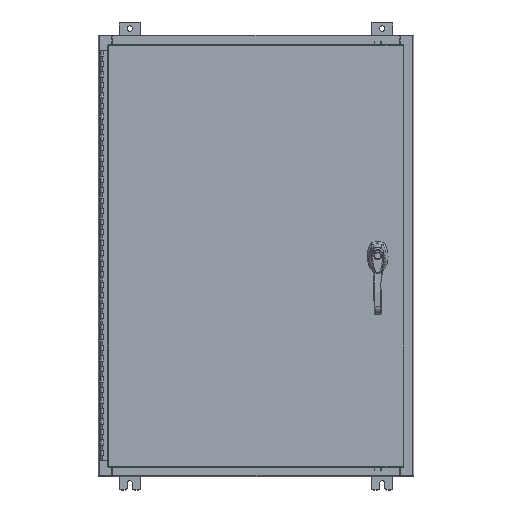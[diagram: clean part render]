
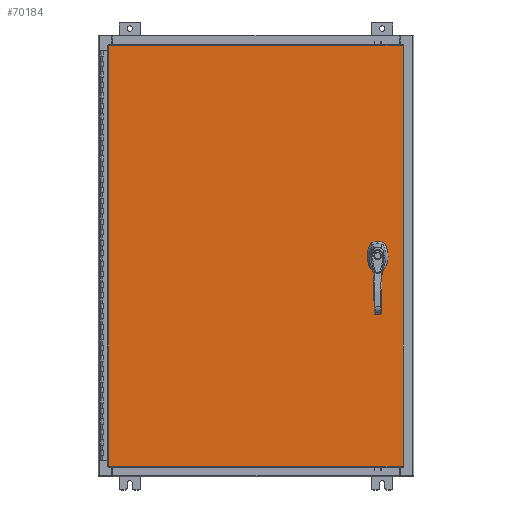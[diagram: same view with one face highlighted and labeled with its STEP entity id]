
A CAD part, top view. The second image highlights one B-rep face of the part: STEP entity #70184.
In plain terms, the highlighted planar face has unit normal (0, 0, 1).
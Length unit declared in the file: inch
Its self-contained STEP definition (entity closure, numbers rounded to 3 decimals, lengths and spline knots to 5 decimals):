
#469 = DIRECTION ( 'NONE',  ( 0., 0., 1. ) ) ;
#3169 = DIRECTION ( 'NONE',  ( 0., 0., 1. ) ) ;
#3657 = VECTOR ( 'NONE', #51414, 39.37008 ) ;
#5185 = VECTOR ( 'NONE', #99959, 39.37008 ) ;
#6267 = CARTESIAN_POINT ( 'NONE',  ( -13.9903, 20.0063, 0. ) ) ;
#7318 = VERTEX_POINT ( 'NONE', #29932 ) ;
#7479 = CARTESIAN_POINT ( 'NONE',  ( 11.175, -0.20023, 0. ) ) ;
#7588 = VERTEX_POINT ( 'NONE', #7479 ) ;
#7660 = VERTEX_POINT ( 'NONE', #114514 ) ;
#8622 = CIRCLE ( 'NONE', #72676, 0.45 ) ;
#9060 = CARTESIAN_POINT ( 'NONE',  ( 11.7495, -1.338, 0. ) ) ;
#9133 = AXIS2_PLACEMENT_3D ( 'NONE', #31387, #120865, #61344 ) ;
#9667 = CARTESIAN_POINT ( 'NONE',  ( 11.4065, -1.338, 0. ) ) ;
#11620 = AXIS2_PLACEMENT_3D ( 'NONE', #84147, #24619, #94185 ) ;
#11871 = VERTEX_POINT ( 'NONE', #9667 ) ;
#11870 = VECTOR ( 'NONE', #16889, 39.37008 ) ;
#12436 = CIRCLE ( 'NONE', #89452, 0.1715 ) ;
#12513 = VERTEX_POINT ( 'NONE', #38587 ) ;
#12575 = DIRECTION ( 'NONE',  ( 0., 0., 1. ) ) ;
#12645 = EDGE_CURVE ( 'NONE', #66197, #88626, #34719, .T. ) ;
#13738 = CARTESIAN_POINT ( 'NONE',  ( 13.9903, 20.0063, 0. ) ) ;
#16889 = DIRECTION ( 'NONE',  ( 0., -1., 0. ) ) ;
#17577 = CARTESIAN_POINT ( 'NONE',  ( 11.981, 0.20023, 0. ) ) ;
#18651 = ORIENTED_EDGE ( 'NONE', *, *, #104898, .F. ) ;
#20373 = CARTESIAN_POINT ( 'NONE',  ( 11.981, 0., 0. ) ) ;
#20376 = EDGE_CURVE ( 'NONE', #49179, #7588, #111358, .T. ) ;
#20465 = FACE_BOUND ( 'NONE', #91857, .T. ) ;
#24619 = DIRECTION ( 'NONE',  ( 0., 0., 1. ) ) ;
#24790 = CARTESIAN_POINT ( 'NONE',  ( -13.9903, 20.0063, 0. ) ) ;
#28090 = VECTOR ( 'NONE', #97668, 39.37008 ) ;
#29932 = CARTESIAN_POINT ( 'NONE',  ( 11.37777, -0.403, 0. ) ) ;
#31387 = CARTESIAN_POINT ( 'NONE',  ( 0., 0., 0. ) ) ;
#32460 = EDGE_CURVE ( 'NONE', #66197, #99022, #93593, .T. ) ;
#32732 = ORIENTED_EDGE ( 'NONE', *, *, #116287, .F. ) ;
#33741 = EDGE_CURVE ( 'NONE', #51028, #11871, #68538, .T. ) ;
#34622 = DIRECTION ( 'NONE',  ( 0., 0., 1. ) ) ;
#34719 = LINE ( 'NONE', #20373, #5185 ) ;
#36172 = ORIENTED_EDGE ( 'NONE', *, *, #111261, .T. ) ;
#37654 = VERTEX_POINT ( 'NONE', #6267 ) ;
#38587 = CARTESIAN_POINT ( 'NONE',  ( 11.37777, 0.403, 0. ) ) ;
#39288 = VERTEX_POINT ( 'NONE', #80152 ) ;
#39859 = CARTESIAN_POINT ( 'NONE',  ( 11.578, 0., 0. ) ) ;
#46749 = AXIS2_PLACEMENT_3D ( 'NONE', #39859, #109444, #49839 ) ;
#46833 = FACE_BOUND ( 'NONE', #59487, .T. ) ;
#48308 = LINE ( 'NONE', #67446, #77890 ) ;
#49179 = VERTEX_POINT ( 'NONE', #53145 ) ;
#49839 = DIRECTION ( 'NONE',  ( 1., 0., 0. ) ) ;
#51028 = VERTEX_POINT ( 'NONE', #9060 ) ;
#51180 = CIRCLE ( 'NONE', #86553, 0.45 ) ;
#51347 = LINE ( 'NONE', #105935, #28090 ) ;
#51414 = DIRECTION ( 'NONE',  ( 1., 0., 0. ) ) ;
#53145 = CARTESIAN_POINT ( 'NONE',  ( 11.175, 0.20023, 0. ) ) ;
#55449 = DIRECTION ( 'NONE',  ( 1., 0., 0. ) ) ;
#57418 = EDGE_CURVE ( 'NONE', #12513, #49179, #51180, .T. ) ;
#58288 = VECTOR ( 'NONE', #66071, 39.37008 ) ;
#59115 = ORIENTED_EDGE ( 'NONE', *, *, #119489, .F. ) ;
#59487 = EDGE_LOOP ( 'NONE', ( #120386, #79231 ) ) ;
#59988 = CARTESIAN_POINT ( 'NONE',  ( 11.578, -1.338, 0. ) ) ;
#61344 = DIRECTION ( 'NONE',  ( -1., 0., 0. ) ) ;
#62678 = CARTESIAN_POINT ( 'NONE',  ( 11.578, 0., 0. ) ) ;
#66071 = DIRECTION ( 'NONE',  ( -1., 0., 0. ) ) ;
#66085 = EDGE_LOOP ( 'NONE', ( #99126, #36172, #86329, #93494 ) ) ;
#66197 = VERTEX_POINT ( 'NONE', #17577 ) ;
#67446 = CARTESIAN_POINT ( 'NONE',  ( 0., 0.403, 0. ) ) ;
#68538 = CIRCLE ( 'NONE', #72634, 0.1715 ) ;
#70040 = DIRECTION ( 'NONE',  ( 1., 0., 0. ) ) ;
#70184 = ADVANCED_FACE ( 'NONE', ( #46833, #102875, #20465 ), #70957, .F. ) ;
#70957 = PLANE ( 'NONE',  #9133 ) ;
#72068 = CARTESIAN_POINT ( 'NONE',  ( 11.578, 0., 0. ) ) ;
#72634 = AXIS2_PLACEMENT_3D ( 'NONE', #59988, #469, #70040 ) ;
#72676 = AXIS2_PLACEMENT_3D ( 'NONE', #62678, #3169, #72699 ) ;
#72699 = DIRECTION ( 'NONE',  ( 1., 0., 0. ) ) ;
#73504 = CARTESIAN_POINT ( 'NONE',  ( -13.9903, -20.0063, 0. ) ) ;
#75493 = CARTESIAN_POINT ( 'NONE',  ( -13.9903, -20.0063, 0. ) ) ;
#76413 = CARTESIAN_POINT ( 'NONE',  ( 11.175, 0., 0. ) ) ;
#77890 = VECTOR ( 'NONE', #126895, 39.37008 ) ;
#78631 = CIRCLE ( 'NONE', #11620, 0.45 ) ;
#79231 = ORIENTED_EDGE ( 'NONE', *, *, #81366, .F. ) ;
#80152 = CARTESIAN_POINT ( 'NONE',  ( 13.9903, -20.0063, 0. ) ) ;
#81366 = EDGE_CURVE ( 'NONE', #11871, #51028, #12436, .T. ) ;
#82074 = DIRECTION ( 'NONE',  ( 1., 0., 0. ) ) ;
#84147 = CARTESIAN_POINT ( 'NONE',  ( 11.578, 0., 0. ) ) ;
#84638 = LINE ( 'NONE', #75493, #108019 ) ;
#85746 = CARTESIAN_POINT ( 'NONE',  ( 11.77823, 0.403, 0. ) ) ;
#86329 = ORIENTED_EDGE ( 'NONE', *, *, #95129, .T. ) ;
#86553 = AXIS2_PLACEMENT_3D ( 'NONE', #72068, #12575, #82074 ) ;
#88626 = VERTEX_POINT ( 'NONE', #121992 ) ;
#89452 = AXIS2_PLACEMENT_3D ( 'NONE', #94206, #34622, #104204 ) ;
#91857 = EDGE_LOOP ( 'NONE', ( #98071, #105905, #32732, #18651, #101256, #102335, #59115, #117775 ) ) ;
#93494 = ORIENTED_EDGE ( 'NONE', *, *, #112945, .T. ) ;
#93593 = CIRCLE ( 'NONE', #46749, 0.45 ) ;
#94185 = DIRECTION ( 'NONE',  ( 1., 0., 0. ) ) ;
#94206 = CARTESIAN_POINT ( 'NONE',  ( 11.578, -1.338, 0. ) ) ;
#94348 = DIRECTION ( 'NONE',  ( 0., -1., 0. ) ) ;
#95129 = EDGE_CURVE ( 'NONE', #100078, #37654, #111240, .T. ) ;
#95870 = EDGE_CURVE ( 'NONE', #126632, #39288, #84638, .T. ) ;
#97668 = DIRECTION ( 'NONE',  ( 0., 1., 0. ) ) ;
#98071 = ORIENTED_EDGE ( 'NONE', *, *, #12645, .T. ) ;
#99022 = VERTEX_POINT ( 'NONE', #85746 ) ;
#99126 = ORIENTED_EDGE ( 'NONE', *, *, #95870, .T. ) ;
#99959 = DIRECTION ( 'NONE',  ( 0., -1., 0. ) ) ;
#100078 = VERTEX_POINT ( 'NONE', #13738 ) ;
#101256 = ORIENTED_EDGE ( 'NONE', *, *, #20376, .F. ) ;
#102335 = ORIENTED_EDGE ( 'NONE', *, *, #57418, .F. ) ;
#102875 = FACE_OUTER_BOUND ( 'NONE', #66085, .T. ) ;
#104204 = DIRECTION ( 'NONE',  ( 1., 0., 0. ) ) ;
#104898 = EDGE_CURVE ( 'NONE', #7588, #7318, #8622, .T. ) ;
#105905 = ORIENTED_EDGE ( 'NONE', *, *, #114532, .F. ) ;
#105935 = CARTESIAN_POINT ( 'NONE',  ( 13.9903, -20.0063, 0. ) ) ;
#108019 = VECTOR ( 'NONE', #55449, 39.37008 ) ;
#109444 = DIRECTION ( 'NONE',  ( 0., 0., 1. ) ) ;
#109481 = LINE ( 'NONE', #111029, #3657 ) ;
#111029 = CARTESIAN_POINT ( 'NONE',  ( 0., -0.403, 0. ) ) ;
#111240 = LINE ( 'NONE', #125561, #58288 ) ;
#111261 = EDGE_CURVE ( 'NONE', #39288, #100078, #51347, .T. ) ;
#111358 = LINE ( 'NONE', #76413, #11870 ) ;
#112945 = EDGE_CURVE ( 'NONE', #37654, #126632, #117978, .T. ) ;
#114514 = CARTESIAN_POINT ( 'NONE',  ( 11.77823, -0.403, 0. ) ) ;
#114532 = EDGE_CURVE ( 'NONE', #7660, #88626, #78631, .T. ) ;
#116287 = EDGE_CURVE ( 'NONE', #7318, #7660, #109481, .T. ) ;
#117775 = ORIENTED_EDGE ( 'NONE', *, *, #32460, .F. ) ;
#117978 = LINE ( 'NONE', #24790, #124135 ) ;
#119489 = EDGE_CURVE ( 'NONE', #99022, #12513, #48308, .T. ) ;
#120386 = ORIENTED_EDGE ( 'NONE', *, *, #33741, .F. ) ;
#120865 = DIRECTION ( 'NONE',  ( 0., 0., -1. ) ) ;
#121992 = CARTESIAN_POINT ( 'NONE',  ( 11.981, -0.20023, 0. ) ) ;
#124135 = VECTOR ( 'NONE', #94348, 39.37008 ) ;
#125561 = CARTESIAN_POINT ( 'NONE',  ( 13.9903, 20.0063, 0. ) ) ;
#126632 = VERTEX_POINT ( 'NONE', #73504 ) ;
#126895 = DIRECTION ( 'NONE',  ( -1., 0., 0. ) ) ;
